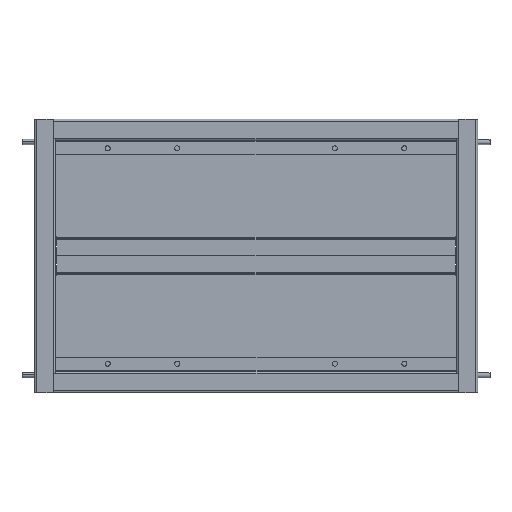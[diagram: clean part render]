
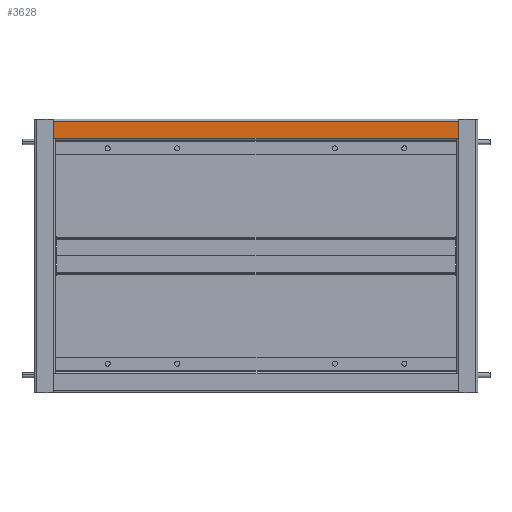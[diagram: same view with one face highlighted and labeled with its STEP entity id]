
A CAD part, front view. The second image highlights one B-rep face of the part: STEP entity #3628.
In plain terms, the highlighted planar face has unit normal (0, -1, 0).
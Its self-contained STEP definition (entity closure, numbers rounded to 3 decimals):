
#42 = DIRECTION ( 'NONE',  ( 0., 0., -1. ) ) ;
#313 = CARTESIAN_POINT ( 'NONE',  ( 22.5, 0., 259. ) ) ;
#361 = ORIENTED_EDGE ( 'NONE', *, *, #3423, .F. ) ;
#414 = LINE ( 'NONE', #5210, #3059 ) ;
#443 = AXIS2_PLACEMENT_3D ( 'NONE', #444, #2193, #3913 ) ;
#444 = CARTESIAN_POINT ( 'NONE',  ( 0., 0., 0. ) ) ;
#491 = VERTEX_POINT ( 'NONE', #4321 ) ;
#497 = EDGE_CURVE ( 'NONE', #3861, #3632, #414, .T. ) ;
#632 = DIRECTION ( 'NONE',  ( -1., 0., 0. ) ) ;
#838 = VERTEX_POINT ( 'NONE', #4660 ) ;
#1002 = VECTOR ( 'NONE', #632, 1000. ) ;
#1189 = CARTESIAN_POINT ( 'NONE',  ( 22.5, 0., -236. ) ) ;
#1241 = VERTEX_POINT ( 'NONE', #1343 ) ;
#1343 = CARTESIAN_POINT ( 'NONE',  ( 22.5, 0., 259. ) ) ;
#1471 = LINE ( 'NONE', #3202, #1002 ) ;
#1519 = CARTESIAN_POINT ( 'NONE',  ( 2.5, 0., 260. ) ) ;
#1743 = EDGE_CURVE ( 'NONE', #1241, #838, #4439, .T. ) ;
#1844 = ORIENTED_EDGE ( 'NONE', *, *, #497, .F. ) ;
#1903 = CARTESIAN_POINT ( 'NONE',  ( 2.5, 0., 259. ) ) ;
#2091 = VERTEX_POINT ( 'NONE', #1903 ) ;
#2152 = ORIENTED_EDGE ( 'NONE', *, *, #3853, .F. ) ;
#2193 = DIRECTION ( 'NONE',  ( 0., -1., 0. ) ) ;
#2442 = ORIENTED_EDGE ( 'NONE', *, *, #1743, .F. ) ;
#2482 = DIRECTION ( 'NONE',  ( 0., 0., -1. ) ) ;
#2562 = VECTOR ( 'NONE', #3884, 1000. ) ;
#2642 = DIRECTION ( 'NONE',  ( 0., 0., -1. ) ) ;
#2675 = CARTESIAN_POINT ( 'NONE',  ( 22.5, 0., -260. ) ) ;
#2881 = VECTOR ( 'NONE', #42, 1000. ) ;
#3004 = FACE_OUTER_BOUND ( 'NONE', #5052, .T. ) ;
#3059 = VECTOR ( 'NONE', #2642, 1000. ) ;
#3202 = CARTESIAN_POINT ( 'NONE',  ( 22.5, 0., -259. ) ) ;
#3423 = EDGE_CURVE ( 'NONE', #3632, #491, #1471, .T. ) ;
#3628 = ADVANCED_FACE ( 'NONE', ( #3004 ), #4344, .T. ) ;
#3632 = VERTEX_POINT ( 'NONE', #5357 ) ;
#3649 = LINE ( 'NONE', #1519, #4080 ) ;
#3808 = VECTOR ( 'NONE', #4247, 1000. ) ;
#3834 = ORIENTED_EDGE ( 'NONE', *, *, #5076, .T. ) ;
#3853 = EDGE_CURVE ( 'NONE', #2091, #1241, #4682, .T. ) ;
#3861 = VERTEX_POINT ( 'NONE', #1189 ) ;
#3884 = DIRECTION ( 'NONE',  ( 0., 0., 1. ) ) ;
#3913 = DIRECTION ( 'NONE',  ( 0., 0., -1. ) ) ;
#4080 = VECTOR ( 'NONE', #2482, 1000. ) ;
#4247 = DIRECTION ( 'NONE',  ( 1., 0., 0. ) ) ;
#4321 = CARTESIAN_POINT ( 'NONE',  ( 2.5, 0., -259. ) ) ;
#4344 = PLANE ( 'NONE',  #443 ) ;
#4439 = LINE ( 'NONE', #2675, #2881 ) ;
#4660 = CARTESIAN_POINT ( 'NONE',  ( 22.5, 0., 236. ) ) ;
#4682 = LINE ( 'NONE', #313, #3808 ) ;
#4716 = LINE ( 'NONE', #5613, #2562 ) ;
#4836 = EDGE_CURVE ( 'NONE', #2091, #491, #3649, .T. ) ;
#5052 = EDGE_LOOP ( 'NONE', ( #2152, #5343, #361, #1844, #3834, #2442 ) ) ;
#5076 = EDGE_CURVE ( 'NONE', #3861, #838, #4716, .T. ) ;
#5210 = CARTESIAN_POINT ( 'NONE',  ( 22.5, 0., -260. ) ) ;
#5343 = ORIENTED_EDGE ( 'NONE', *, *, #4836, .T. ) ;
#5357 = CARTESIAN_POINT ( 'NONE',  ( 22.5, 0., -259. ) ) ;
#5613 = CARTESIAN_POINT ( 'NONE',  ( 22.5, 0., -236. ) ) ;
